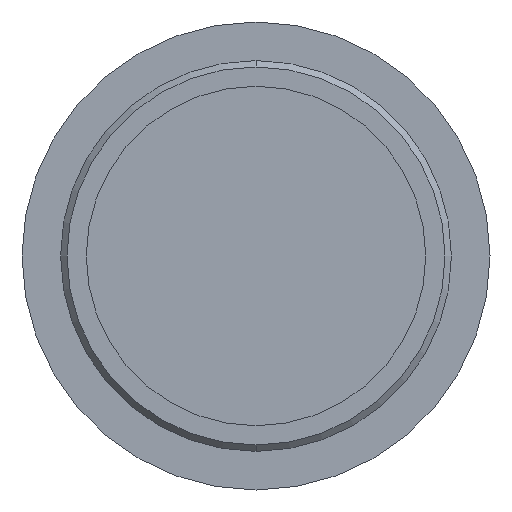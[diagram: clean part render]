
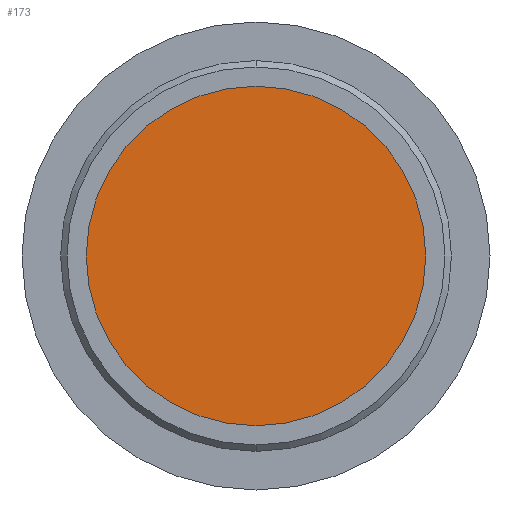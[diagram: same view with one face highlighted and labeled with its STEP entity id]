
A CAD part, front view. The second image highlights one B-rep face of the part: STEP entity #173.
In plain terms, the highlighted planar face has unit normal (0, -1, 0).
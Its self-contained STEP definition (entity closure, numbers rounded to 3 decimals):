
#8 = DIRECTION ( 'NONE',  ( 0., 0., -1. ) ) ;
#20 = EDGE_LOOP ( 'NONE', ( #262, #147 ) ) ;
#24 = CIRCLE ( 'NONE', #121, 13.2 ) ;
#26 = DIRECTION ( 'NONE',  ( 0., 0., -1. ) ) ;
#45 = VERTEX_POINT ( 'NONE', #104 ) ;
#56 = CIRCLE ( 'NONE', #251, 13.2 ) ;
#89 = AXIS2_PLACEMENT_3D ( 'NONE', #210, #295, #26 ) ;
#104 = CARTESIAN_POINT ( 'NONE',  ( 0., 7., -13.2 ) ) ;
#110 = EDGE_CURVE ( 'NONE', #349, #45, #24, .T. ) ;
#121 = AXIS2_PLACEMENT_3D ( 'NONE', #331, #137, #192 ) ;
#137 = DIRECTION ( 'NONE',  ( 0., -1., 0. ) ) ;
#147 = ORIENTED_EDGE ( 'NONE', *, *, #110, .T. ) ;
#173 = ADVANCED_FACE ( 'NONE', ( #209 ), #330, .T. ) ;
#192 = DIRECTION ( 'NONE',  ( 0., 0., -1. ) ) ;
#209 = FACE_OUTER_BOUND ( 'NONE', #20, .T. ) ;
#210 = CARTESIAN_POINT ( 'NONE',  ( 0., 7., 0. ) ) ;
#240 = EDGE_CURVE ( 'NONE', #45, #349, #56, .T. ) ;
#251 = AXIS2_PLACEMENT_3D ( 'NONE', #327, #272, #8 ) ;
#262 = ORIENTED_EDGE ( 'NONE', *, *, #240, .T. ) ;
#272 = DIRECTION ( 'NONE',  ( 0., -1., 0. ) ) ;
#295 = DIRECTION ( 'NONE',  ( 0., -1., 0. ) ) ;
#313 = CARTESIAN_POINT ( 'NONE',  ( 0., 7., 13.2 ) ) ;
#327 = CARTESIAN_POINT ( 'NONE',  ( 0., 7., 0. ) ) ;
#330 = PLANE ( 'NONE',  #89 ) ;
#331 = CARTESIAN_POINT ( 'NONE',  ( 0., 7., 0. ) ) ;
#349 = VERTEX_POINT ( 'NONE', #313 ) ;
